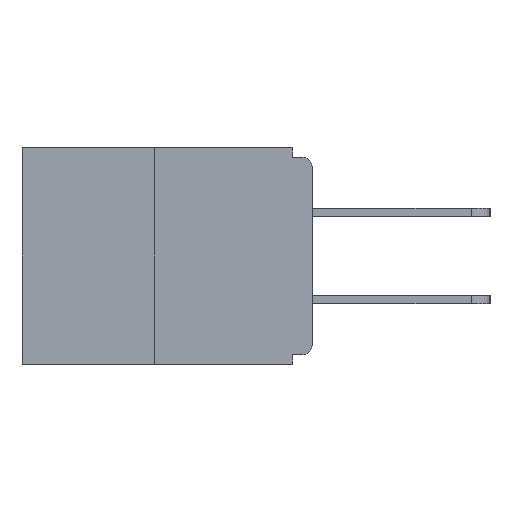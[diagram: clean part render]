
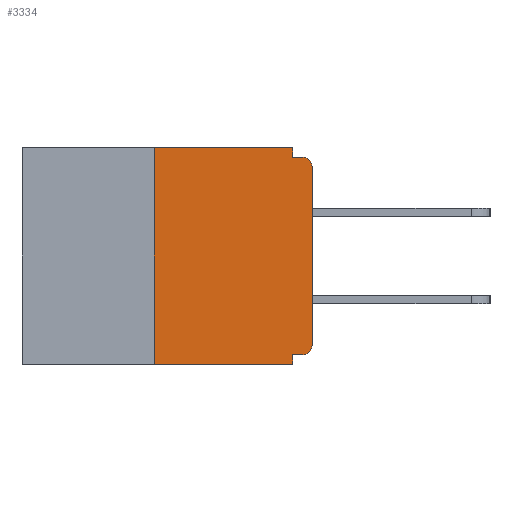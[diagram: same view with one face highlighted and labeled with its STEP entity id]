
A CAD part, left-side view. The second image highlights one B-rep face of the part: STEP entity #3334.
In plain terms, the highlighted planar face has unit normal (-1, 0, 0).
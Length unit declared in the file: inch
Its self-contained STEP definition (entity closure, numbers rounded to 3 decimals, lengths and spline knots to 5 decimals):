
#67 = DIRECTION ( 'NONE',  ( 0., 0., -1. ) ) ;
#482 = DIRECTION ( 'NONE',  ( 0., 0., 1. ) ) ;
#804 = EDGE_CURVE ( 'NONE', #11921, #12932, #9120, .T. ) ;
#890 = CARTESIAN_POINT ( 'NONE',  ( 0., 0.031, 0. ) ) ;
#1025 = EDGE_CURVE ( 'NONE', #3575, #12932, #7476, .T. ) ;
#1066 = VERTEX_POINT ( 'NONE', #6017 ) ;
#1078 = EDGE_CURVE ( 'NONE', #9066, #11921, #5416, .T. ) ;
#1566 = EDGE_CURVE ( 'NONE', #11846, #2223, #6592, .T. ) ;
#1695 = EDGE_CURVE ( 'NONE', #6984, #9210, #4907, .T. ) ;
#2223 = VERTEX_POINT ( 'NONE', #5669 ) ;
#2231 = LINE ( 'NONE', #3653, #13069 ) ;
#2356 = DIRECTION ( 'NONE',  ( 0., -1., 0. ) ) ;
#2434 = CARTESIAN_POINT ( 'NONE',  ( 0., 0.031, -0.328 ) ) ;
#2742 = ORIENTED_EDGE ( 'NONE', *, *, #6168, .T. ) ;
#3334 = ADVANCED_FACE ( 'NONE', ( #9441 ), #9297, .F. ) ;
#3421 = DIRECTION ( 'NONE',  ( -1., 0., 0. ) ) ;
#3575 = VERTEX_POINT ( 'NONE', #4124 ) ;
#3602 = LINE ( 'NONE', #9031, #8695 ) ;
#3653 = CARTESIAN_POINT ( 'NONE',  ( 0., 0., -0.015 ) ) ;
#3947 = CARTESIAN_POINT ( 'NONE',  ( 0., 0.015, -0.328 ) ) ;
#4052 = VECTOR ( 'NONE', #482, 39.37008 ) ;
#4124 = CARTESIAN_POINT ( 'NONE',  ( 0., 0.25, -0.343 ) ) ;
#4271 = CARTESIAN_POINT ( 'NONE',  ( 0., 0., -0.03 ) ) ;
#4371 = CARTESIAN_POINT ( 'NONE',  ( 0., 0.015, -0.015 ) ) ;
#4419 = CIRCLE ( 'NONE', #4748, 0.015 ) ;
#4432 = ORIENTED_EDGE ( 'NONE', *, *, #1025, .T. ) ;
#4580 = CARTESIAN_POINT ( 'NONE',  ( 0., 0.031, -0.343 ) ) ;
#4748 = AXIS2_PLACEMENT_3D ( 'NONE', #5455, #11896, #67 ) ;
#4907 = LINE ( 'NONE', #8134, #4052 ) ;
#4934 = VECTOR ( 'NONE', #11393, 39.37008 ) ;
#5061 = EDGE_CURVE ( 'NONE', #3575, #11846, #3602, .T. ) ;
#5117 = ORIENTED_EDGE ( 'NONE', *, *, #12955, .F. ) ;
#5229 = CARTESIAN_POINT ( 'NONE',  ( 0., 0.031, -0.343 ) ) ;
#5410 = CARTESIAN_POINT ( 'NONE',  ( 0., 0., -0.313 ) ) ;
#5416 = LINE ( 'NONE', #13539, #4934 ) ;
#5455 = CARTESIAN_POINT ( 'NONE',  ( 0., 0.015, -0.03 ) ) ;
#5669 = CARTESIAN_POINT ( 'NONE',  ( 0., 0.031, 0. ) ) ;
#5711 = AXIS2_PLACEMENT_3D ( 'NONE', #6495, #3421, #13130 ) ;
#6017 = CARTESIAN_POINT ( 'NONE',  ( 0., 0.031, -0.015 ) ) ;
#6137 = ORIENTED_EDGE ( 'NONE', *, *, #5061, .F. ) ;
#6168 = EDGE_CURVE ( 'NONE', #9210, #13009, #4419, .T. ) ;
#6495 = CARTESIAN_POINT ( 'NONE',  ( 0., 0.015, -0.313 ) ) ;
#6592 = LINE ( 'NONE', #8850, #10503 ) ;
#6791 = DIRECTION ( 'NONE',  ( 0., 0., 1. ) ) ;
#6912 = CARTESIAN_POINT ( 'NONE',  ( 0., 0.46, 0. ) ) ;
#6913 = VECTOR ( 'NONE', #13241, 39.37008 ) ;
#6984 = VERTEX_POINT ( 'NONE', #5410 ) ;
#7245 = EDGE_CURVE ( 'NONE', #1066, #13009, #2231, .T. ) ;
#7476 = LINE ( 'NONE', #9379, #11017 ) ;
#7485 = VECTOR ( 'NONE', #13989, 39.37008 ) ;
#7942 = ORIENTED_EDGE ( 'NONE', *, *, #1695, .T. ) ;
#8134 = CARTESIAN_POINT ( 'NONE',  ( 0., 0., 0. ) ) ;
#8322 = ORIENTED_EDGE ( 'NONE', *, *, #1078, .F. ) ;
#8323 = LINE ( 'NONE', #890, #7485 ) ;
#8695 = VECTOR ( 'NONE', #6791, 39.37008 ) ;
#8850 = CARTESIAN_POINT ( 'NONE',  ( 0., 0.46, 0. ) ) ;
#9031 = CARTESIAN_POINT ( 'NONE',  ( 0., 0.25, 0. ) ) ;
#9066 = VERTEX_POINT ( 'NONE', #3947 ) ;
#9100 = DIRECTION ( 'NONE',  ( 0., 0., -1. ) ) ;
#9120 = LINE ( 'NONE', #4580, #6913 ) ;
#9124 = ORIENTED_EDGE ( 'NONE', *, *, #804, .F. ) ;
#9210 = VERTEX_POINT ( 'NONE', #4271 ) ;
#9297 = PLANE ( 'NONE',  #13977 ) ;
#9379 = CARTESIAN_POINT ( 'NONE',  ( 0., 0.46, -0.343 ) ) ;
#9441 = FACE_OUTER_BOUND ( 'NONE', #10728, .T. ) ;
#10503 = VECTOR ( 'NONE', #2356, 39.37008 ) ;
#10556 = ORIENTED_EDGE ( 'NONE', *, *, #7245, .F. ) ;
#10728 = EDGE_LOOP ( 'NONE', ( #12650, #6137, #4432, #9124, #8322, #13636, #7942, #2742, #10556, #5117 ) ) ;
#11017 = VECTOR ( 'NONE', #11487, 39.37008 ) ;
#11216 = DIRECTION ( 'NONE',  ( 0., -1., 0. ) ) ;
#11393 = DIRECTION ( 'NONE',  ( 0., 1., 0. ) ) ;
#11487 = DIRECTION ( 'NONE',  ( 0., -1., 0. ) ) ;
#11846 = VERTEX_POINT ( 'NONE', #12962 ) ;
#11892 = EDGE_CURVE ( 'NONE', #9066, #6984, #13076, .T. ) ;
#11896 = DIRECTION ( 'NONE',  ( -1., 0., 0. ) ) ;
#11921 = VERTEX_POINT ( 'NONE', #2434 ) ;
#12650 = ORIENTED_EDGE ( 'NONE', *, *, #1566, .F. ) ;
#12932 = VERTEX_POINT ( 'NONE', #5229 ) ;
#12955 = EDGE_CURVE ( 'NONE', #2223, #1066, #8323, .T. ) ;
#12962 = CARTESIAN_POINT ( 'NONE',  ( 0., 0.25, 0. ) ) ;
#13009 = VERTEX_POINT ( 'NONE', #4371 ) ;
#13069 = VECTOR ( 'NONE', #11216, 39.37008 ) ;
#13076 = CIRCLE ( 'NONE', #5711, 0.015 ) ;
#13130 = DIRECTION ( 'NONE',  ( 0., 0., -1. ) ) ;
#13241 = DIRECTION ( 'NONE',  ( 0., 0., -1. ) ) ;
#13539 = CARTESIAN_POINT ( 'NONE',  ( 0., 0., -0.328 ) ) ;
#13611 = DIRECTION ( 'NONE',  ( 1., 0., 0. ) ) ;
#13636 = ORIENTED_EDGE ( 'NONE', *, *, #11892, .T. ) ;
#13977 = AXIS2_PLACEMENT_3D ( 'NONE', #6912, #13611, #9100 ) ;
#13989 = DIRECTION ( 'NONE',  ( 0., 0., -1. ) ) ;
